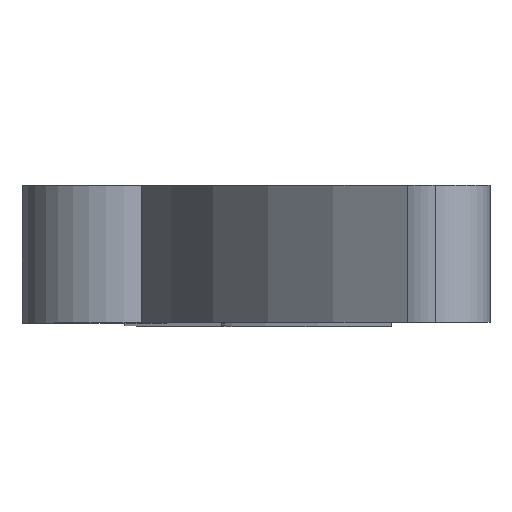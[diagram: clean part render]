
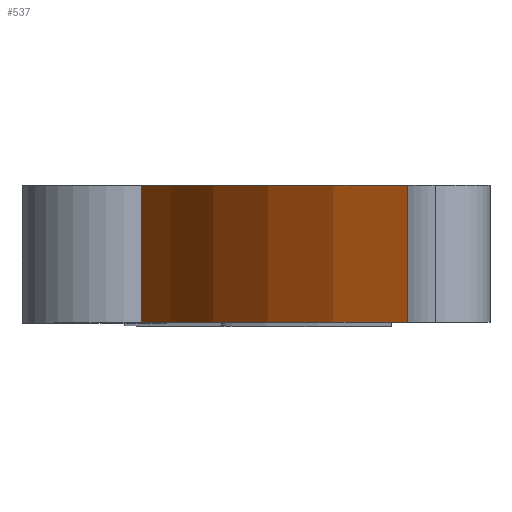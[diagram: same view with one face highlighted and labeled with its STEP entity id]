
A CAD part, top view. The second image highlights one B-rep face of the part: STEP entity #537.
In plain terms, the highlighted cylindrical face has radius 82.842 mm (diameter 165.684 mm), a partial arc.
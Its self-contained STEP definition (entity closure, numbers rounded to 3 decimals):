
#18 = CARTESIAN_POINT ( 'NONE',  ( -34.453, 20., 179.558 ) ) ;
#20 = CARTESIAN_POINT ( 'NONE',  ( 45.923, 20., 159.497 ) ) ;
#23 = CIRCLE ( 'NONE', #205, 82.842 ) ;
#26 = DIRECTION ( 'NONE',  ( 0., -1., 0. ) ) ;
#30 = LINE ( 'NONE', #572, #732 ) ;
#44 = CARTESIAN_POINT ( 'NONE',  ( 4.235, 20., 231.085 ) ) ;
#97 = VERTEX_POINT ( 'NONE', #764 ) ;
#100 = EDGE_LOOP ( 'NONE', ( #144, #290, #276, #710 ) ) ;
#113 = CARTESIAN_POINT ( 'NONE',  ( 4.235, 20., 231.085 ) ) ;
#130 = VERTEX_POINT ( 'NONE', #44 ) ;
#144 = ORIENTED_EDGE ( 'NONE', *, *, #702, .T. ) ;
#175 = CARTESIAN_POINT ( 'NONE',  ( 45.923, 0., 159.497 ) ) ;
#205 = AXIS2_PLACEMENT_3D ( 'NONE', #20, #317, #729 ) ;
#272 = VECTOR ( 'NONE', #289, 1000. ) ;
#276 = ORIENTED_EDGE ( 'NONE', *, *, #342, .F. ) ;
#287 = VERTEX_POINT ( 'NONE', #594 ) ;
#289 = DIRECTION ( 'NONE',  ( 0., -1., 0. ) ) ;
#290 = ORIENTED_EDGE ( 'NONE', *, *, #739, .F. ) ;
#291 = CYLINDRICAL_SURFACE ( 'NONE', #292, 82.842 ) ;
#292 = AXIS2_PLACEMENT_3D ( 'NONE', #683, #26, #681 ) ;
#306 = AXIS2_PLACEMENT_3D ( 'NONE', #175, #653, #467 ) ;
#317 = DIRECTION ( 'NONE',  ( 0., 1., 0. ) ) ;
#342 = EDGE_CURVE ( 'NONE', #375, #130, #23, .T. ) ;
#348 = CIRCLE ( 'NONE', #306, 82.842 ) ;
#375 = VERTEX_POINT ( 'NONE', #18 ) ;
#467 = DIRECTION ( 'NONE',  ( 0., 0., 1. ) ) ;
#503 = LINE ( 'NONE', #113, #272 ) ;
#537 = ADVANCED_FACE ( 'NONE', ( #597 ), #291, .T. ) ;
#543 = EDGE_CURVE ( 'NONE', #375, #287, #30, .T. ) ;
#572 = CARTESIAN_POINT ( 'NONE',  ( -34.453, 20., 179.558 ) ) ;
#594 = CARTESIAN_POINT ( 'NONE',  ( -34.453, 0., 179.558 ) ) ;
#597 = FACE_OUTER_BOUND ( 'NONE', #100, .T. ) ;
#640 = DIRECTION ( 'NONE',  ( 0., -1., 0. ) ) ;
#653 = DIRECTION ( 'NONE',  ( 0., 1., 0. ) ) ;
#681 = DIRECTION ( 'NONE',  ( 0., 0., -1. ) ) ;
#683 = CARTESIAN_POINT ( 'NONE',  ( 45.923, 20., 159.497 ) ) ;
#702 = EDGE_CURVE ( 'NONE', #287, #97, #348, .T. ) ;
#710 = ORIENTED_EDGE ( 'NONE', *, *, #543, .T. ) ;
#729 = DIRECTION ( 'NONE',  ( 0., 0., 1. ) ) ;
#732 = VECTOR ( 'NONE', #640, 1000. ) ;
#739 = EDGE_CURVE ( 'NONE', #130, #97, #503, .T. ) ;
#764 = CARTESIAN_POINT ( 'NONE',  ( 4.235, 0., 231.085 ) ) ;
